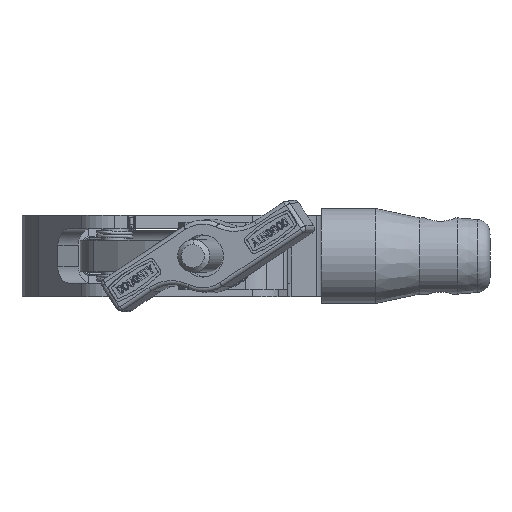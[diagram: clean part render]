
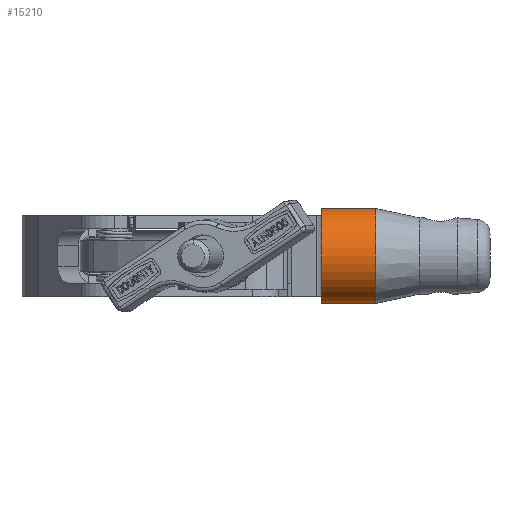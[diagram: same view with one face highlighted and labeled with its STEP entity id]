
A CAD part, left-side view. The second image highlights one B-rep face of the part: STEP entity #15210.
In plain terms, the highlighted cylindrical face has radius 17.45 mm (diameter 34.9 mm), a partial arc.
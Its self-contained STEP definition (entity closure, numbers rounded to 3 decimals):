
#170 = CARTESIAN_POINT ( 'NONE',  ( 0., 0., 0. ) ) ;
#2037 = CARTESIAN_POINT ( 'NONE',  ( 0., 0., 17.45 ) ) ;
#2528 = EDGE_CURVE ( 'NONE', #4214, #23618, #7055, .T. ) ;
#4214 = VERTEX_POINT ( 'NONE', #15575 ) ;
#4791 = ORIENTED_EDGE ( 'NONE', *, *, #6784, .F. ) ;
#5176 = CARTESIAN_POINT ( 'NONE',  ( 0., 0., -17.45 ) ) ;
#6291 = DIRECTION ( 'NONE',  ( 0., 1., 0. ) ) ;
#6450 = ORIENTED_EDGE ( 'NONE', *, *, #26391, .F. ) ;
#6516 = CARTESIAN_POINT ( 'NONE',  ( 0., 20., 17.45 ) ) ;
#6784 = EDGE_CURVE ( 'NONE', #4214, #16120, #17023, .T. ) ;
#7055 = CIRCLE ( 'NONE', #13443, 17.45 ) ;
#7808 = DIRECTION ( 'NONE',  ( 0., 0., 1. ) ) ;
#7902 = VECTOR ( 'NONE', #6291, 1000. ) ;
#10163 = LINE ( 'NONE', #14999, #22502 ) ;
#11813 = CARTESIAN_POINT ( 'NONE',  ( 0., 0., 0. ) ) ;
#13443 = AXIS2_PLACEMENT_3D ( 'NONE', #170, #26269, #15436 ) ;
#13719 = AXIS2_PLACEMENT_3D ( 'NONE', #11813, #23081, #7808 ) ;
#14009 = CARTESIAN_POINT ( 'NONE',  ( 0., 20., 0. ) ) ;
#14056 = CARTESIAN_POINT ( 'NONE',  ( 0., 20., -17.45 ) ) ;
#14999 = CARTESIAN_POINT ( 'NONE',  ( 0., 0., -17.45 ) ) ;
#15210 = ADVANCED_FACE ( 'NONE', ( #20667 ), #16260, .T. ) ;
#15436 = DIRECTION ( 'NONE',  ( 0., 0., 1. ) ) ;
#15575 = CARTESIAN_POINT ( 'NONE',  ( 0., 0., 17.45 ) ) ;
#15910 = CIRCLE ( 'NONE', #18183, 17.45 ) ;
#16120 = VERTEX_POINT ( 'NONE', #6516 ) ;
#16260 = CYLINDRICAL_SURFACE ( 'NONE', #13719, 17.45 ) ;
#17023 = LINE ( 'NONE', #2037, #7902 ) ;
#18005 = DIRECTION ( 'NONE',  ( 0., 1., 0. ) ) ;
#18183 = AXIS2_PLACEMENT_3D ( 'NONE', #14009, #18005, #22698 ) ;
#18869 = DIRECTION ( 'NONE',  ( 0., 1., 0. ) ) ;
#19475 = ORIENTED_EDGE ( 'NONE', *, *, #20304, .T. ) ;
#20304 = EDGE_CURVE ( 'NONE', #23618, #23313, #10163, .T. ) ;
#20667 = FACE_OUTER_BOUND ( 'NONE', #24175, .T. ) ;
#22502 = VECTOR ( 'NONE', #18869, 1000. ) ;
#22698 = DIRECTION ( 'NONE',  ( 0., 0., 1. ) ) ;
#23081 = DIRECTION ( 'NONE',  ( 0., 1., 0. ) ) ;
#23157 = ORIENTED_EDGE ( 'NONE', *, *, #2528, .T. ) ;
#23313 = VERTEX_POINT ( 'NONE', #14056 ) ;
#23618 = VERTEX_POINT ( 'NONE', #5176 ) ;
#24175 = EDGE_LOOP ( 'NONE', ( #23157, #19475, #6450, #4791 ) ) ;
#26269 = DIRECTION ( 'NONE',  ( 0., 1., 0. ) ) ;
#26391 = EDGE_CURVE ( 'NONE', #16120, #23313, #15910, .T. ) ;
